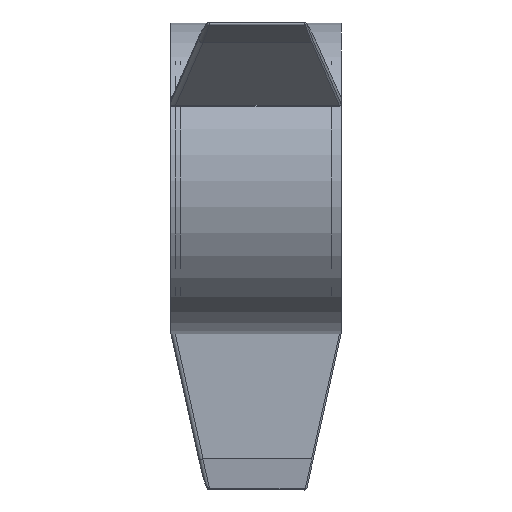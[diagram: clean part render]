
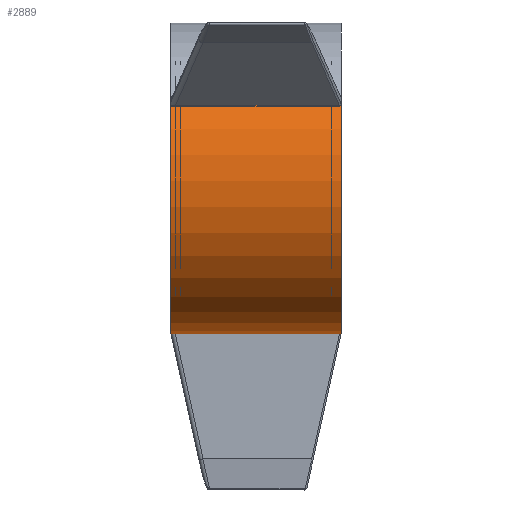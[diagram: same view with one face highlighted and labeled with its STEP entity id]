
A CAD part, left-side view. The second image highlights one B-rep face of the part: STEP entity #2889.
In plain terms, the highlighted cylindrical face has radius 45.5 mm (diameter 91 mm), a partial arc.
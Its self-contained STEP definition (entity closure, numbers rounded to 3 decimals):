
#261=FACE_OUTER_BOUND('',#433,.T.);
#433=EDGE_LOOP('',(#2011,#2012,#2013,#2014));
#651=CIRCLE('',#3123,45.5);
#652=CIRCLE('',#3124,45.5);
#753=LINE('',#4524,#974);
#758=LINE('',#4535,#979);
#974=VECTOR('',#3533,10.);
#979=VECTOR('',#3542,10.);
#1236=VERTEX_POINT('',#4521);
#1237=VERTEX_POINT('',#4523);
#1240=VERTEX_POINT('',#4532);
#1241=VERTEX_POINT('',#4534);
#1517=EDGE_CURVE('',#1237,#1236,#753,.T.);
#1522=EDGE_CURVE('',#1236,#1240,#651,.T.);
#1523=EDGE_CURVE('',#1241,#1240,#758,.T.);
#1524=EDGE_CURVE('',#1237,#1241,#652,.T.);
#2011=ORIENTED_EDGE('',*,*,#1522,.T.);
#2012=ORIENTED_EDGE('',*,*,#1523,.F.);
#2013=ORIENTED_EDGE('',*,*,#1524,.F.);
#2014=ORIENTED_EDGE('',*,*,#1517,.T.);
#2816=CYLINDRICAL_SURFACE('',#3122,45.5);
#2889=ADVANCED_FACE('',(#261),#2816,.T.);
#3122=AXIS2_PLACEMENT_3D('',#4531,#3538,#3539);
#3123=AXIS2_PLACEMENT_3D('',#4533,#3540,#3541);
#3124=AXIS2_PLACEMENT_3D('',#4536,#3543,#3544);
#3533=DIRECTION('',(0.,1.,0.));
#3538=DIRECTION('center_axis',(0.,1.,0.));
#3539=DIRECTION('ref_axis',(-0.882,0.,0.471));
#3540=DIRECTION('center_axis',(0.,-1.,0.));
#3541=DIRECTION('ref_axis',(-0.882,0.,0.471));
#3542=DIRECTION('',(0.,1.,0.));
#3543=DIRECTION('center_axis',(0.,-1.,0.));
#3544=DIRECTION('ref_axis',(-0.882,0.,0.471));
#4521=CARTESIAN_POINT('',(-40.14,1.5,21.424));
#4523=CARTESIAN_POINT('',(-40.14,-48.5,21.424));
#4524=CARTESIAN_POINT('',(-40.14,-48.5,21.424));
#4531=CARTESIAN_POINT('Origin',(0.,-48.5,0.));
#4532=CARTESIAN_POINT('',(-1.516,1.5,-45.475));
#4533=CARTESIAN_POINT('Origin',(0.,1.5,0.));
#4534=CARTESIAN_POINT('',(-1.516,-48.5,-45.475));
#4535=CARTESIAN_POINT('',(-1.516,-48.5,-45.475));
#4536=CARTESIAN_POINT('Origin',(0.,-48.5,0.));
